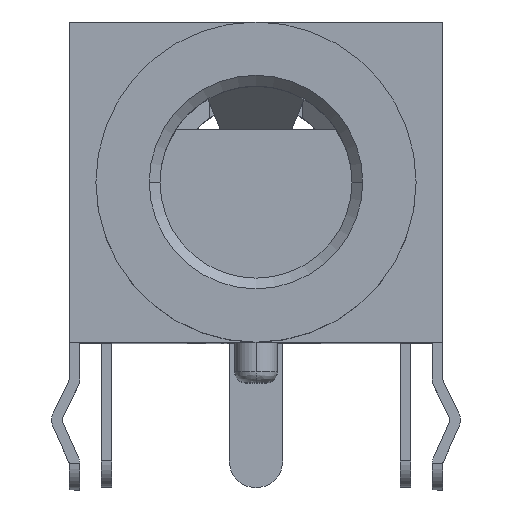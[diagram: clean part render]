
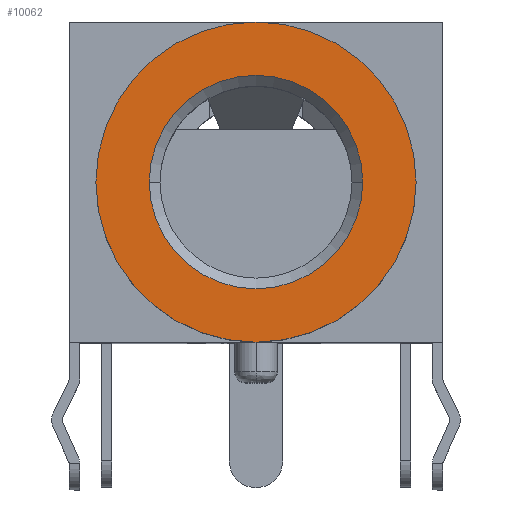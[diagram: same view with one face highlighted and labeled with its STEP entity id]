
A CAD part, top view. The second image highlights one B-rep face of the part: STEP entity #10062.
In plain terms, the highlighted planar face has unit normal (0, 0, 1).
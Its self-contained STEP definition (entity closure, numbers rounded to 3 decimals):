
#53=CARTESIAN_POINT('',(0.,0.,2.5));
#54=DIRECTION('',(0.,0.,-1.));
#55=DIRECTION('',(1.,0.,0.));
#56=AXIS2_PLACEMENT_3D('',#53,#54,#55);
#58=CARTESIAN_POINT('',(0.,0.,2.5));
#59=DIRECTION('',(0.,0.,-1.));
#60=DIRECTION('',(-1.,0.,0.));
#61=AXIS2_PLACEMENT_3D('',#58,#59,#60);
#63=CARTESIAN_POINT('',(0.,0.,2.5));
#64=DIRECTION('',(0.,0.,-1.));
#65=DIRECTION('',(1.,0.,0.));
#66=AXIS2_PLACEMENT_3D('',#63,#64,#65);
#68=CARTESIAN_POINT('',(0.,0.,2.5));
#69=DIRECTION('',(0.,0.,-1.));
#70=DIRECTION('',(-1.,0.,0.));
#71=AXIS2_PLACEMENT_3D('',#68,#69,#70);
#7561=CARTESIAN_POINT('',(2.,0.,2.5));
#7562=CARTESIAN_POINT('',(-2.,0.,2.5));
#7563=VERTEX_POINT('',#7561);
#7564=VERTEX_POINT('',#7562);
#7593=CARTESIAN_POINT('',(3.,0.,2.5));
#7594=CARTESIAN_POINT('',(-3.,0.,2.5));
#7595=VERTEX_POINT('',#7593);
#7596=VERTEX_POINT('',#7594);
#10047=CARTESIAN_POINT('',(0.,0.,2.5));
#10048=DIRECTION('',(0.,0.,-1.));
#10049=DIRECTION('',(1.,0.,0.));
#10050=AXIS2_PLACEMENT_3D('',#10047,#10048,#10049);
#10051=PLANE('',#10050);
#10052=ORIENTED_EDGE('',*,*,#10026,.T.);
#10053=ORIENTED_EDGE('',*,*,#10041,.T.);
#10054=EDGE_LOOP('',(#10052,#10053));
#10055=FACE_OUTER_BOUND('',#10054,.F.);
#10057=ORIENTED_EDGE('',*,*,#10056,.F.);
#10059=ORIENTED_EDGE('',*,*,#10058,.F.);
#10060=EDGE_LOOP('',(#10057,#10059));
#10061=FACE_BOUND('',#10060,.F.);
#57=CIRCLE('',#56,3.);
#62=CIRCLE('',#61,3.);
#67=CIRCLE('',#66,2.);
#72=CIRCLE('',#71,2.);
#10026=EDGE_CURVE('',#7595,#7596,#57,.T.);
#10041=EDGE_CURVE('',#7596,#7595,#62,.T.);
#10056=EDGE_CURVE('',#7563,#7564,#67,.T.);
#10058=EDGE_CURVE('',#7564,#7563,#72,.T.);
#10062=ADVANCED_FACE('',(#10055,#10061),#10051,.F.);
